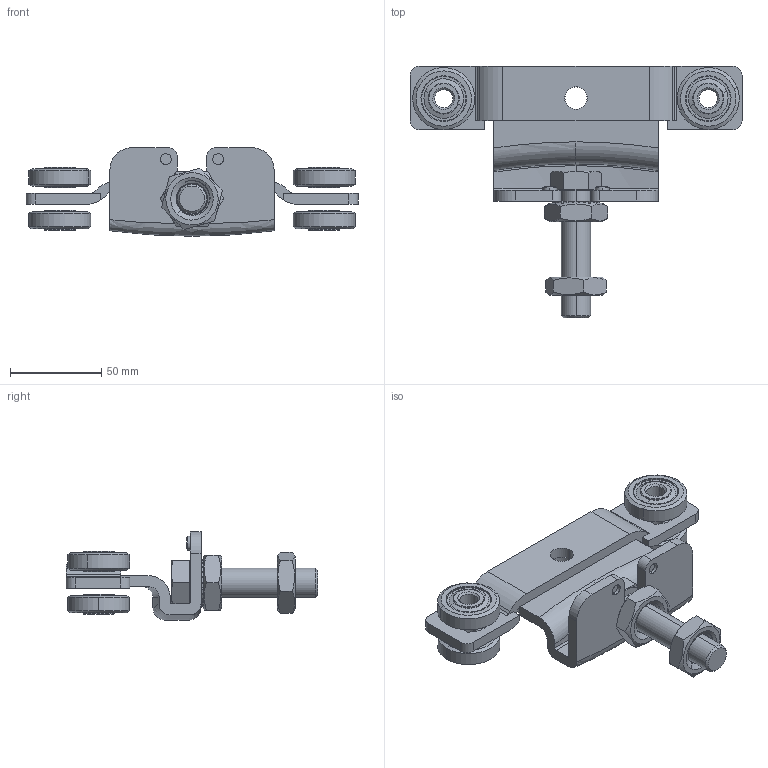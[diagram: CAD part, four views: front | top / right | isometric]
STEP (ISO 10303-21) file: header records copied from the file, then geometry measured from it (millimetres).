
FILE_DESCRIPTION (( 'STEP AP203' ), '1' );
FILE_NAME ('1.24.R91.STEP', '2019-05-27T13:25:48', ( '' ), ( '' ), 'SwSTEP 2.0', 'SolidWorks 2018', '' );
FILE_SCHEMA (( 'CONFIG_CONTROL_DESIGN' ));
Length unit declared in the file: millimetre
Products named in the file (1): 1.24.R91
Bounding box: 182 x 138 x 48.5 mm (x, y, z)
Volume: 151848.3 mm3; surface area: 70440.6 mm2
Topology: 35 solids, 35 shells, 560 faces, 1303 edges, 842 vertices
Faces by surface type: cylinder 227, plane 227, cone 72, torus 21, bspline 9, sphere 4
Entity records: 22267 total; most frequent: CARTESIAN_POINT 9282, DIRECTION 2737, ORIENTED_EDGE 2606, EDGE_CURVE 1303, AXIS2_PLACEMENT_3D 1101, VERTEX_POINT 842, EDGE_LOOP 661, ADVANCED_FACE 560
